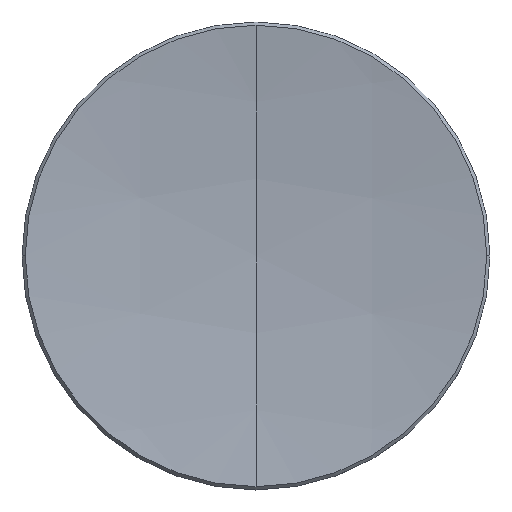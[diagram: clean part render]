
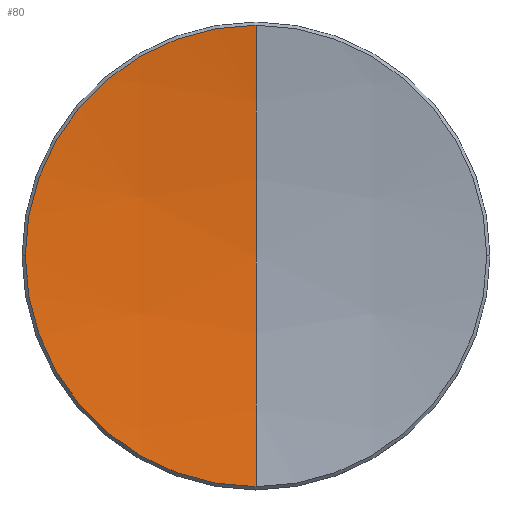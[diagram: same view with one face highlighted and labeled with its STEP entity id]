
A CAD part, top view. The second image highlights one B-rep face of the part: STEP entity #80.
In plain terms, the highlighted spherical face has radius 91.17 mm.
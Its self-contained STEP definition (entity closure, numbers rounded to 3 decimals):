
#4 = DIRECTION ( 'NONE',  ( 1., 0., 0. ) ) ;
#24 = FACE_OUTER_BOUND ( 'NONE', #172, .T. ) ;
#27 = DIRECTION ( 'NONE',  ( 0., 0., 1. ) ) ;
#42 = DIRECTION ( 'NONE',  ( 1., 0., 0. ) ) ;
#51 = CARTESIAN_POINT ( 'NONE',  ( 0., -12.525, 6.175 ) ) ;
#54 = EDGE_CURVE ( 'NONE', #129, #146, #173, .T. ) ;
#61 = ORIENTED_EDGE ( 'NONE', *, *, #145, .T. ) ;
#65 = ORIENTED_EDGE ( 'NONE', *, *, #54, .F. ) ;
#69 = DIRECTION ( 'NONE',  ( -1., 0., 0. ) ) ;
#72 = CARTESIAN_POINT ( 'NONE',  ( 0., 0., 96.481 ) ) ;
#80 = ADVANCED_FACE ( 'NONE', ( #24 ), #90, .F. ) ;
#84 = EDGE_CURVE ( 'NONE', #219, #146, #149, .T. ) ;
#90 = SPHERICAL_SURFACE ( 'NONE', #165, 91.17 ) ;
#102 = ORIENTED_EDGE ( 'NONE', *, *, #84, .T. ) ;
#107 = AXIS2_PLACEMENT_3D ( 'NONE', #247, #4, #157 ) ;
#117 = DIRECTION ( 'NONE',  ( 1., 0., 0. ) ) ;
#129 = VERTEX_POINT ( 'NONE', #141 ) ;
#130 = ORIENTED_EDGE ( 'NONE', *, *, #212, .T. ) ;
#137 = DIRECTION ( 'NONE',  ( 0., -1., 0. ) ) ;
#141 = CARTESIAN_POINT ( 'NONE',  ( 0., 0., 5.311 ) ) ;
#145 = EDGE_CURVE ( 'NONE', #276, #219, #185, .T. ) ;
#146 = VERTEX_POINT ( 'NONE', #51 ) ;
#147 = CARTESIAN_POINT ( 'NONE',  ( -12.525, 0., 6.175 ) ) ;
#149 = CIRCLE ( 'NONE', #214, 12.525 ) ;
#157 = DIRECTION ( 'NONE',  ( 0., 1., 0. ) ) ;
#165 = AXIS2_PLACEMENT_3D ( 'NONE', #204, #248, #137 ) ;
#172 = EDGE_LOOP ( 'NONE', ( #65, #130, #61, #102 ) ) ;
#173 = CIRCLE ( 'NONE', #199, 91.17 ) ;
#185 = CIRCLE ( 'NONE', #268, 12.525 ) ;
#186 = DIRECTION ( 'NONE',  ( 0., 0., 1. ) ) ;
#199 = AXIS2_PLACEMENT_3D ( 'NONE', #72, #69, #207 ) ;
#204 = CARTESIAN_POINT ( 'NONE',  ( 0., 0., 96.481 ) ) ;
#207 = DIRECTION ( 'NONE',  ( 0., 0., 1. ) ) ;
#212 = EDGE_CURVE ( 'NONE', #129, #276, #218, .T. ) ;
#214 = AXIS2_PLACEMENT_3D ( 'NONE', #227, #27, #42 ) ;
#218 = CIRCLE ( 'NONE', #107, 91.17 ) ;
#219 = VERTEX_POINT ( 'NONE', #147 ) ;
#227 = CARTESIAN_POINT ( 'NONE',  ( 0., 0., 6.175 ) ) ;
#229 = CARTESIAN_POINT ( 'NONE',  ( 0., 0., 6.175 ) ) ;
#244 = CARTESIAN_POINT ( 'NONE',  ( 0., 12.525, 6.175 ) ) ;
#247 = CARTESIAN_POINT ( 'NONE',  ( 0., 0., 96.481 ) ) ;
#248 = DIRECTION ( 'NONE',  ( 1., 0., 0. ) ) ;
#268 = AXIS2_PLACEMENT_3D ( 'NONE', #229, #186, #117 ) ;
#276 = VERTEX_POINT ( 'NONE', #244 ) ;
